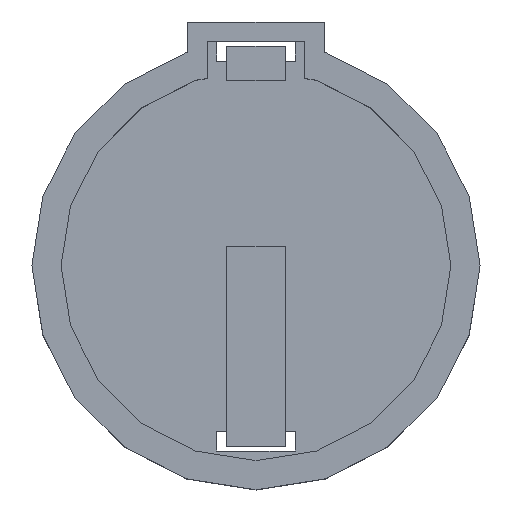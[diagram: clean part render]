
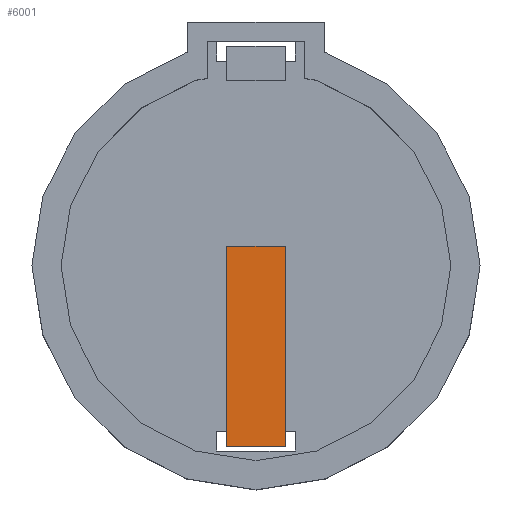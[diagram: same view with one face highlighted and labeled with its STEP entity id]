
A CAD part, top view. The second image highlights one B-rep face of the part: STEP entity #6001.
In plain terms, the highlighted planar face has unit normal (0, 0, 1).
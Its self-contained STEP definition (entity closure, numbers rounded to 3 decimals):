
#5281 = PLANE('',#5282);
#5282 = AXIS2_PLACEMENT_3D('',#5283,#5284,#5285);
#5283 = CARTESIAN_POINT('',(-20.,-7.468,2.219));
#5284 = DIRECTION('',(1.,0.,0.));
#5285 = DIRECTION('',(0.,0.,1.));
#5306 = VERTEX_POINT('',#5307);
#5307 = CARTESIAN_POINT('',(-20.,-1.5,2.75));
#5321 = PLANE('',#5322);
#5322 = AXIS2_PLACEMENT_3D('',#5323,#5324,#5325);
#5323 = CARTESIAN_POINT('',(-21.5,-1.5,2.5));
#5324 = DIRECTION('',(0.,1.,0.));
#5325 = DIRECTION('',(0.,0.,1.));
#5333 = EDGE_CURVE('',#5306,#5334,#5336,.T.);
#5334 = VERTEX_POINT('',#5335);
#5335 = CARTESIAN_POINT('',(-20.,-11.75,2.75));
#5336 = SURFACE_CURVE('',#5337,(#5341,#5348),.PCURVE_S1.);
#5337 = LINE('',#5338,#5339);
#5338 = CARTESIAN_POINT('',(-20.,-1.5,2.75));
#5339 = VECTOR('',#5340,1.);
#5340 = DIRECTION('',(0.,-1.,0.));
#5341 = PCURVE('',#5281,#5342);
#5342 = DEFINITIONAL_REPRESENTATION('',(#5343),#5347);
#5343 = LINE('',#5344,#5345);
#5344 = CARTESIAN_POINT('',(0.531,-5.968));
#5345 = VECTOR('',#5346,1.);
#5346 = DIRECTION('',(0.,1.));
#5347 = ( GEOMETRIC_REPRESENTATION_CONTEXT(2) 
PARAMETRIC_REPRESENTATION_CONTEXT() REPRESENTATION_CONTEXT('2D SPACE',''
  ) );
#5348 = PCURVE('',#5349,#5354);
#5349 = PLANE('',#5350);
#5350 = AXIS2_PLACEMENT_3D('',#5351,#5352,#5353);
#5351 = CARTESIAN_POINT('',(-21.5,-6.625,2.75));
#5352 = DIRECTION('',(0.,0.,1.));
#5353 = DIRECTION('',(1.,0.,0.));
#5354 = DEFINITIONAL_REPRESENTATION('',(#5355),#5359);
#5355 = LINE('',#5356,#5357);
#5356 = CARTESIAN_POINT('',(1.5,5.125));
#5357 = VECTOR('',#5358,1.);
#5358 = DIRECTION('',(0.,-1.));
#5359 = ( GEOMETRIC_REPRESENTATION_CONTEXT(2) 
PARAMETRIC_REPRESENTATION_CONTEXT() REPRESENTATION_CONTEXT('2D SPACE',''
  ) );
#5377 = PLANE('',#5378);
#5378 = AXIS2_PLACEMENT_3D('',#5379,#5380,#5381);
#5379 = CARTESIAN_POINT('',(-21.5,-11.75,-1.666));
#5380 = DIRECTION('',(-0.,-1.,-0.));
#5381 = DIRECTION('',(0.,0.,-1.));
#5498 = EDGE_CURVE('',#5499,#5334,#5501,.T.);
#5499 = VERTEX_POINT('',#5500);
#5500 = CARTESIAN_POINT('',(-23.,-11.75,2.75));
#5501 = SURFACE_CURVE('',#5502,(#5506,#5513),.PCURVE_S1.);
#5502 = LINE('',#5503,#5504);
#5503 = CARTESIAN_POINT('',(-23.,-11.75,2.75));
#5504 = VECTOR('',#5505,1.);
#5505 = DIRECTION('',(1.,0.,0.));
#5506 = PCURVE('',#5377,#5507);
#5507 = DEFINITIONAL_REPRESENTATION('',(#5508),#5512);
#5508 = LINE('',#5509,#5510);
#5509 = CARTESIAN_POINT('',(-4.416,-1.5));
#5510 = VECTOR('',#5511,1.);
#5511 = DIRECTION('',(0.,1.));
#5512 = ( GEOMETRIC_REPRESENTATION_CONTEXT(2) 
PARAMETRIC_REPRESENTATION_CONTEXT() REPRESENTATION_CONTEXT('2D SPACE',''
  ) );
#5513 = PCURVE('',#5349,#5514);
#5514 = DEFINITIONAL_REPRESENTATION('',(#5515),#5519);
#5515 = LINE('',#5516,#5517);
#5516 = CARTESIAN_POINT('',(-1.5,-5.125));
#5517 = VECTOR('',#5518,1.);
#5518 = DIRECTION('',(1.,0.));
#5519 = ( GEOMETRIC_REPRESENTATION_CONTEXT(2) 
PARAMETRIC_REPRESENTATION_CONTEXT() REPRESENTATION_CONTEXT('2D SPACE',''
  ) );
#5537 = PLANE('',#5538);
#5538 = AXIS2_PLACEMENT_3D('',#5539,#5540,#5541);
#5539 = CARTESIAN_POINT('',(-23.,-7.468,2.219));
#5540 = DIRECTION('',(-1.,-0.,-0.));
#5541 = DIRECTION('',(0.,0.,-1.));
#5635 = VERTEX_POINT('',#5636);
#5636 = CARTESIAN_POINT('',(-23.,-1.5,2.75));
#5727 = EDGE_CURVE('',#5499,#5635,#5728,.T.);
#5728 = SURFACE_CURVE('',#5729,(#5733,#5740),.PCURVE_S1.);
#5729 = LINE('',#5730,#5731);
#5730 = CARTESIAN_POINT('',(-23.,-11.75,2.75));
#5731 = VECTOR('',#5732,1.);
#5732 = DIRECTION('',(0.,1.,0.));
#5733 = PCURVE('',#5537,#5734);
#5734 = DEFINITIONAL_REPRESENTATION('',(#5735),#5739);
#5735 = LINE('',#5736,#5737);
#5736 = CARTESIAN_POINT('',(-0.531,4.282));
#5737 = VECTOR('',#5738,1.);
#5738 = DIRECTION('',(0.,-1.));
#5739 = ( GEOMETRIC_REPRESENTATION_CONTEXT(2) 
PARAMETRIC_REPRESENTATION_CONTEXT() REPRESENTATION_CONTEXT('2D SPACE',''
  ) );
#5740 = PCURVE('',#5349,#5741);
#5741 = DEFINITIONAL_REPRESENTATION('',(#5742),#5746);
#5742 = LINE('',#5743,#5744);
#5743 = CARTESIAN_POINT('',(-1.5,-5.125));
#5744 = VECTOR('',#5745,1.);
#5745 = DIRECTION('',(0.,1.));
#5746 = ( GEOMETRIC_REPRESENTATION_CONTEXT(2) 
PARAMETRIC_REPRESENTATION_CONTEXT() REPRESENTATION_CONTEXT('2D SPACE',''
  ) );
#6001 = ADVANCED_FACE('',(#6002),#5349,.T.);
#6002 = FACE_BOUND('',#6003,.T.);
#6003 = EDGE_LOOP('',(#6004,#6005,#6006,#6007));
#6004 = ORIENTED_EDGE('',*,*,#5727,.F.);
#6005 = ORIENTED_EDGE('',*,*,#5498,.T.);
#6006 = ORIENTED_EDGE('',*,*,#5333,.F.);
#6007 = ORIENTED_EDGE('',*,*,#6008,.T.);
#6008 = EDGE_CURVE('',#5306,#5635,#6009,.T.);
#6009 = SURFACE_CURVE('',#6010,(#6014,#6021),.PCURVE_S1.);
#6010 = LINE('',#6011,#6012);
#6011 = CARTESIAN_POINT('',(-20.,-1.5,2.75));
#6012 = VECTOR('',#6013,1.);
#6013 = DIRECTION('',(-1.,0.,0.));
#6014 = PCURVE('',#5349,#6015);
#6015 = DEFINITIONAL_REPRESENTATION('',(#6016),#6020);
#6016 = LINE('',#6017,#6018);
#6017 = CARTESIAN_POINT('',(1.5,5.125));
#6018 = VECTOR('',#6019,1.);
#6019 = DIRECTION('',(-1.,0.));
#6020 = ( GEOMETRIC_REPRESENTATION_CONTEXT(2) 
PARAMETRIC_REPRESENTATION_CONTEXT() REPRESENTATION_CONTEXT('2D SPACE',''
  ) );
#6021 = PCURVE('',#5321,#6022);
#6022 = DEFINITIONAL_REPRESENTATION('',(#6023),#6027);
#6023 = LINE('',#6024,#6025);
#6024 = CARTESIAN_POINT('',(0.25,1.5));
#6025 = VECTOR('',#6026,1.);
#6026 = DIRECTION('',(0.,-1.));
#6027 = ( GEOMETRIC_REPRESENTATION_CONTEXT(2) 
PARAMETRIC_REPRESENTATION_CONTEXT() REPRESENTATION_CONTEXT('2D SPACE',''
  ) );
